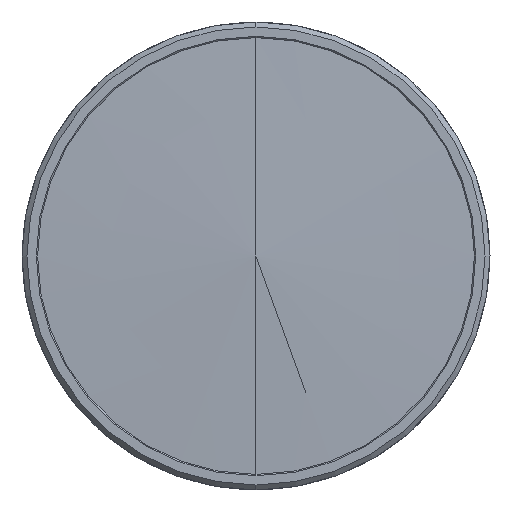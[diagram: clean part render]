
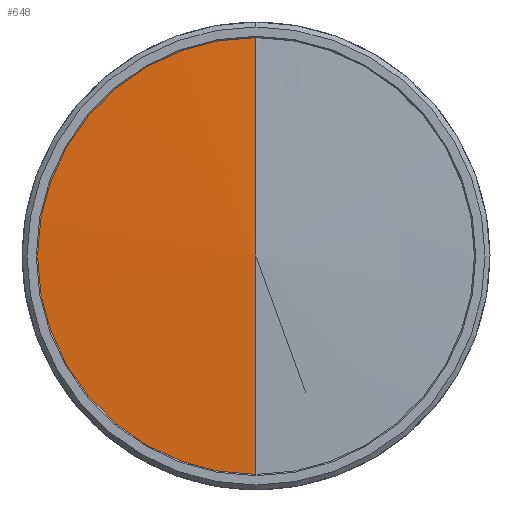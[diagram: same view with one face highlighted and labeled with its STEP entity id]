
A CAD part, left-side view. The second image highlights one B-rep face of the part: STEP entity #648.
In plain terms, the highlighted conical face has half-angle 88.001 degrees and reference radius 90.71 mm.
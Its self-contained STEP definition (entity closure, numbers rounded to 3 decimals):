
#648 = ADVANCED_FACE ( 'NONE', ( #1264 ), #2395, .T. ) ;
#658 = DIRECTION ( 'NONE',  ( 1., 0., 0. ) ) ;
#834 = DIRECTION ( 'NONE',  ( 0.035, 0., 0.999 ) ) ;
#835 = LINE ( 'NONE', #3746, #4901 ) ;
#907 = EDGE_CURVE ( 'NONE', #2361, #2837, #835, .T. ) ;
#1093 = AXIS2_PLACEMENT_3D ( 'NONE', #3111, #1583, #4977 ) ;
#1244 = EDGE_CURVE ( 'NONE', #2361, #5330, #4748, .T. ) ;
#1264 = FACE_OUTER_BOUND ( 'NONE', #5301, .T. ) ;
#1366 = ORIENTED_EDGE ( 'NONE', *, *, #5423, .F. ) ;
#1583 = DIRECTION ( 'NONE',  ( 1., 0., 0. ) ) ;
#1943 = DIRECTION ( 'NONE',  ( 0., 0., -1. ) ) ;
#2361 = VERTEX_POINT ( 'NONE', #3972 ) ;
#2395 = CONICAL_SURFACE ( 'NONE', #1093, 90.71, 1.536 ) ;
#2427 = CARTESIAN_POINT ( 'NONE',  ( 3.063, 0., 0. ) ) ;
#2502 = CARTESIAN_POINT ( 'NONE',  ( 3.063, 0., -87.75 ) ) ;
#2726 = CARTESIAN_POINT ( 'NONE',  ( 3.166, 0., 90.71 ) ) ;
#2837 = VERTEX_POINT ( 'NONE', #2502 ) ;
#2881 = ORIENTED_EDGE ( 'NONE', *, *, #1244, .T. ) ;
#3111 = CARTESIAN_POINT ( 'NONE',  ( 3.166, 0., 0. ) ) ;
#3169 = DIRECTION ( 'NONE',  ( 0.035, 0., -0.999 ) ) ;
#3275 = ORIENTED_EDGE ( 'NONE', *, *, #5492, .F. ) ;
#3369 = CARTESIAN_POINT ( 'NONE',  ( 3.063, 87.75, 0. ) ) ;
#3443 = DIRECTION ( 'NONE',  ( 1., 0., 0. ) ) ;
#3536 = CARTESIAN_POINT ( 'NONE',  ( 3.063, 0., 0. ) ) ;
#3746 = CARTESIAN_POINT ( 'NONE',  ( 3.166, 0., -90.71 ) ) ;
#3931 = CIRCLE ( 'NONE', #5451, 87.75 ) ;
#3972 = CARTESIAN_POINT ( 'NONE',  ( 0., 0., 0. ) ) ;
#4258 = VERTEX_POINT ( 'NONE', #3369 ) ;
#4259 = ORIENTED_EDGE ( 'NONE', *, *, #907, .F. ) ;
#4748 = LINE ( 'NONE', #2726, #5875 ) ;
#4901 = VECTOR ( 'NONE', #3169, 1000. ) ;
#4977 = DIRECTION ( 'NONE',  ( 0., 0., -1. ) ) ;
#5014 = DIRECTION ( 'NONE',  ( 0., 0., -1. ) ) ;
#5148 = CIRCLE ( 'NONE', #5843, 87.75 ) ;
#5301 = EDGE_LOOP ( 'NONE', ( #4259, #2881, #3275, #1366 ) ) ;
#5330 = VERTEX_POINT ( 'NONE', #6189 ) ;
#5423 = EDGE_CURVE ( 'NONE', #2837, #4258, #5148, .T. ) ;
#5451 = AXIS2_PLACEMENT_3D ( 'NONE', #3536, #658, #5014 ) ;
#5492 = EDGE_CURVE ( 'NONE', #4258, #5330, #3931, .T. ) ;
#5843 = AXIS2_PLACEMENT_3D ( 'NONE', #2427, #3443, #1943 ) ;
#5875 = VECTOR ( 'NONE', #834, 1000. ) ;
#6189 = CARTESIAN_POINT ( 'NONE',  ( 3.063, 0., 87.75 ) ) ;
